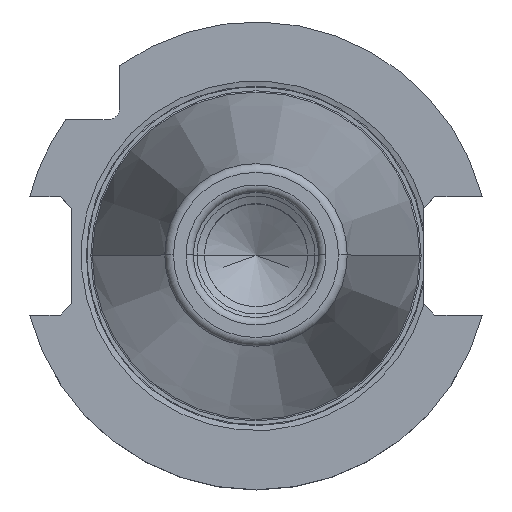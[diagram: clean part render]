
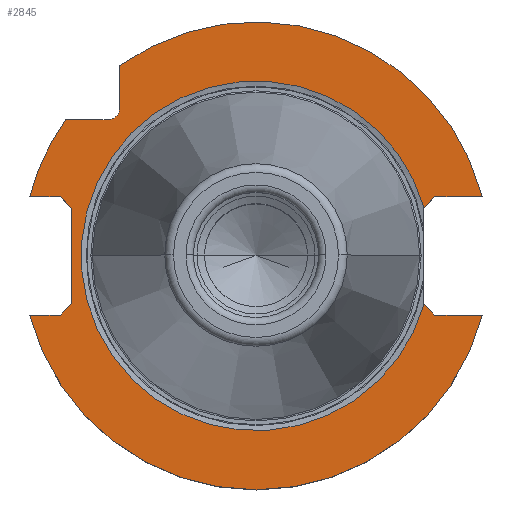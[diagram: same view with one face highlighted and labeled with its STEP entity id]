
A CAD part, top view. The second image highlights one B-rep face of the part: STEP entity #2845.
In plain terms, the highlighted planar face has unit normal (0, 0, 1).
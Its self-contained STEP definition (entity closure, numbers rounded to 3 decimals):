
#394=CARTESIAN_POINT('',(0.,0.,-3.2));
#395=DIRECTION('',(0.,0.,1.));
#396=DIRECTION('',(-0.813,0.582,0.));
#397=AXIS2_PLACEMENT_3D('',#394,#395,#396);
#410=CARTESIAN_POINT('',(0.,0.,-3.2));
#411=DIRECTION('',(0.,0.,1.));
#412=DIRECTION('',(-0.967,-0.253,0.));
#413=AXIS2_PLACEMENT_3D('',#410,#411,#412);
#426=CARTESIAN_POINT('',(0.,0.,-3.2));
#427=DIRECTION('',(0.,0.,1.));
#428=DIRECTION('',(0.967,0.253,0.));
#429=AXIS2_PLACEMENT_3D('',#426,#427,#428);
#603=DIRECTION('',(-1.,0.,0.));
#604=VECTOR('',#603,6.438);
#605=CARTESIAN_POINT('',(30.738,-8.05,-3.2));
#606=LINE('',#605,#604);
#610=DIRECTION('',(1.,0.,0.));
#611=VECTOR('',#610,4.138);
#612=CARTESIAN_POINT('',(-30.738,-8.05,-3.2));
#613=LINE('',#612,#611);
#617=DIRECTION('',(-0.707,-0.707,0.));
#618=VECTOR('',#617,2.263);
#619=CARTESIAN_POINT('',(-25.,-6.45,-3.2));
#620=LINE('',#619,#618);
#624=DIRECTION('',(0.,-1.,0.));
#625=VECTOR('',#624,12.9);
#626=CARTESIAN_POINT('',(-25.,6.45,-3.2));
#627=LINE('',#626,#625);
#631=DIRECTION('',(-0.707,0.707,0.));
#632=VECTOR('',#631,2.263);
#633=CARTESIAN_POINT('',(-25.,6.45,-3.2));
#634=LINE('',#633,#632);
#638=DIRECTION('',(1.,0.,0.));
#639=VECTOR('',#638,4.138);
#640=CARTESIAN_POINT('',(-30.738,8.05,-3.2));
#641=LINE('',#640,#639);
#645=DIRECTION('',(1.,0.,0.));
#646=VECTOR('',#645,5.734);
#647=CARTESIAN_POINT('',(-25.834,18.5,-3.2));
#648=LINE('',#647,#646);
#652=DIRECTION('',(0.,-1.,0.));
#653=VECTOR('',#652,5.734);
#654=CARTESIAN_POINT('',(-18.5,25.834,-3.2));
#655=LINE('',#654,#653);
#659=DIRECTION('',(-1.,0.,0.));
#660=VECTOR('',#659,6.438);
#661=CARTESIAN_POINT('',(30.738,8.05,-3.2));
#662=LINE('',#661,#660);
#666=DIRECTION('',(-0.707,-0.707,0.));
#667=VECTOR('',#666,2.095);
#668=CARTESIAN_POINT('',(24.3,8.05,-3.2));
#669=LINE('',#668,#667);
#673=DIRECTION('',(-0.707,0.707,0.));
#674=VECTOR('',#673,2.095);
#675=CARTESIAN_POINT('',(24.3,-8.05,-3.2));
#676=LINE('',#675,#674);
#1275=CARTESIAN_POINT('',(-20.1,20.1,-3.2));
#1276=DIRECTION('',(0.,0.,-1.));
#1277=DIRECTION('',(1.,0.,0.));
#1278=AXIS2_PLACEMENT_3D('',#1275,#1276,#1277);
#1535=CARTESIAN_POINT('',(0.,0.,-3.2));
#1536=DIRECTION('',(0.,0.,-1.));
#1537=DIRECTION('',(0.961,-0.277,0.));
#1538=AXIS2_PLACEMENT_3D('',#1535,#1536,#1537);
#1962=CARTESIAN_POINT('',(-18.5,20.1,-3.2));
#1963=CARTESIAN_POINT('',(-20.1,18.5,-3.2));
#1964=VERTEX_POINT('',#1962);
#1965=VERTEX_POINT('',#1963);
#1994=CARTESIAN_POINT('',(-25.,-6.45,-3.2));
#1996=VERTEX_POINT('',#1994);
#1998=CARTESIAN_POINT('',(-26.6,-8.05,-3.2));
#2000=VERTEX_POINT('',#1998);
#2003=CARTESIAN_POINT('',(-25.,6.45,-3.2));
#2005=VERTEX_POINT('',#2003);
#2007=CARTESIAN_POINT('',(-26.6,8.05,-3.2));
#2009=VERTEX_POINT('',#2007);
#2036=CARTESIAN_POINT('',(-18.5,25.834,-3.2));
#2037=VERTEX_POINT('',#2036);
#2038=CARTESIAN_POINT('',(-25.834,18.5,-3.2));
#2039=VERTEX_POINT('',#2038);
#2066=CARTESIAN_POINT('',(-30.738,-8.05,-3.2));
#2068=VERTEX_POINT('',#2066);
#2072=CARTESIAN_POINT('',(-30.738,8.05,-3.2));
#2074=VERTEX_POINT('',#2072);
#2096=CARTESIAN_POINT('',(30.738,-8.05,-3.2));
#2098=VERTEX_POINT('',#2096);
#2104=CARTESIAN_POINT('',(30.738,8.05,-3.2));
#2106=VERTEX_POINT('',#2104);
#2112=CARTESIAN_POINT('',(24.3,-8.05,-3.2));
#2113=VERTEX_POINT('',#2112);
#2114=CARTESIAN_POINT('',(22.819,-6.569,-3.2));
#2115=VERTEX_POINT('',#2114);
#2116=CARTESIAN_POINT('',(24.3,8.05,-3.2));
#2117=VERTEX_POINT('',#2116);
#2118=CARTESIAN_POINT('',(22.819,6.569,-3.2));
#2119=VERTEX_POINT('',#2118);
#2813=CARTESIAN_POINT('',(0.,0.,-3.2));
#2814=DIRECTION('',(0.,0.,-1.));
#2815=DIRECTION('',(-1.,0.,0.));
#2816=AXIS2_PLACEMENT_3D('',#2813,#2814,#2815);
#2817=PLANE('',#2816);
#2818=ORIENTED_EDGE('',*,*,#2556,.F.);
#2819=ORIENTED_EDGE('',*,*,#2604,.F.);
#2821=ORIENTED_EDGE('',*,*,#2820,.T.);
#2823=ORIENTED_EDGE('',*,*,#2822,.F.);
#2824=ORIENTED_EDGE('',*,*,#2704,.F.);
#2825=ORIENTED_EDGE('',*,*,#2692,.T.);
#2826=ORIENTED_EDGE('',*,*,#2678,.F.);
#2827=ORIENTED_EDGE('',*,*,#2574,.F.);
#2829=ORIENTED_EDGE('',*,*,#2828,.T.);
#2831=ORIENTED_EDGE('',*,*,#2830,.F.);
#2833=ORIENTED_EDGE('',*,*,#2832,.F.);
#2834=ORIENTED_EDGE('',*,*,#2630,.F.);
#2836=ORIENTED_EDGE('',*,*,#2835,.T.);
#2838=ORIENTED_EDGE('',*,*,#2837,.T.);
#2840=ORIENTED_EDGE('',*,*,#2839,.F.);
#2842=ORIENTED_EDGE('',*,*,#2841,.F.);
#2843=EDGE_LOOP('',(#2818,#2819,#2821,#2823,#2824,#2825,#2826,#2827,#2829,#2831,
#2833,#2834,#2836,#2838,#2840,#2842));
#2844=FACE_OUTER_BOUND('',#2843,.F.);
#398=CIRCLE('',#397,31.775);
#414=CIRCLE('',#413,31.775);
#430=CIRCLE('',#429,31.775);
#1279=CIRCLE('',#1278,1.6);
#1539=CIRCLE('',#1538,23.746);
#2556=EDGE_CURVE('',#2098,#2113,#606,.T.);
#2574=EDGE_CURVE('',#2039,#2074,#398,.T.);
#2604=EDGE_CURVE('',#2068,#2098,#414,.T.);
#2630=EDGE_CURVE('',#2106,#2037,#430,.T.);
#2678=EDGE_CURVE('',#2074,#2009,#641,.T.);
#2692=EDGE_CURVE('',#2005,#2009,#634,.T.);
#2704=EDGE_CURVE('',#2005,#1996,#627,.T.);
#2820=EDGE_CURVE('',#2068,#2000,#613,.T.);
#2822=EDGE_CURVE('',#1996,#2000,#620,.T.);
#2828=EDGE_CURVE('',#2039,#1965,#648,.T.);
#2830=EDGE_CURVE('',#1964,#1965,#1279,.T.);
#2832=EDGE_CURVE('',#2037,#1964,#655,.T.);
#2835=EDGE_CURVE('',#2106,#2117,#662,.T.);
#2837=EDGE_CURVE('',#2117,#2119,#669,.T.);
#2839=EDGE_CURVE('',#2115,#2119,#1539,.T.);
#2841=EDGE_CURVE('',#2113,#2115,#676,.T.);
#2845=ADVANCED_FACE('',(#2844),#2817,.F.);
